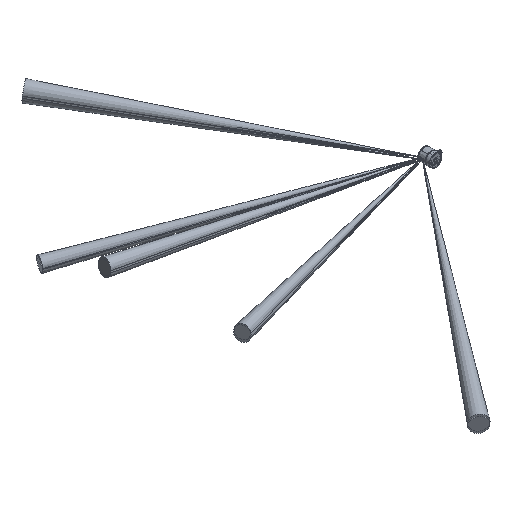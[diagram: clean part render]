
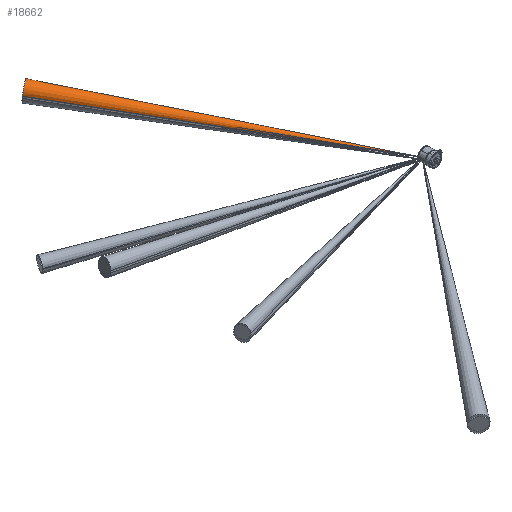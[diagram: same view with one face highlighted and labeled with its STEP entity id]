
A CAD part, isometric view. The second image highlights one B-rep face of the part: STEP entity #18662.
In plain terms, the highlighted conical face has half-angle 1.6 degrees and reference radius 27.933 mm.
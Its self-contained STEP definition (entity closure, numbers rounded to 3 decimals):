
#1555 = CARTESIAN_POINT ( 'NONE',  ( -35.4, 57.2, 7.2 ) ) ;
#2086 = DIRECTION ( 'NONE',  ( -0.598, 0.795, 0.106 ) ) ;
#7189 = ORIENTED_EDGE ( 'NONE', *, *, #17363, .T. ) ;
#10519 = ORIENTED_EDGE ( 'NONE', *, *, #75222, .F. ) ;
#12732 = VECTOR ( 'NONE', #14745, 1000. ) ;
#14710 = CARTESIAN_POINT ( 'NONE',  ( -35.4, 57.2, 7.2 ) ) ;
#14745 = DIRECTION ( 'NONE',  ( -0.62, 0.778, 0.106 ) ) ;
#15934 = VERTEX_POINT ( 'NONE', #14710 ) ;
#17114 = AXIS2_PLACEMENT_3D ( 'NONE', #30377, #2086, #59466 ) ;
#17219 = AXIS2_PLACEMENT_3D ( 'NONE', #42038, #64945, #53918 ) ;
#17363 = EDGE_CURVE ( 'NONE', #15934, #42792, #75272, .T. ) ;
#18662 = ADVANCED_FACE ( 'NONE', ( #53747 ), #65868, .T. ) ;
#20434 = CARTESIAN_POINT ( 'NONE',  ( -35.4, 57.2, 7.2 ) ) ;
#22901 = VECTOR ( 'NONE', #65308, 1000. ) ;
#25013 = ORIENTED_EDGE ( 'NONE', *, *, #48029, .F. ) ;
#30377 = CARTESIAN_POINT ( 'NONE',  ( -633.01, 851.933, 113.328 ) ) ;
#32618 = LINE ( 'NONE', #20434, #12732 ) ;
#33032 = CIRCLE ( 'NONE', #17219, 55.865 ) ;
#38977 = CARTESIAN_POINT ( 'NONE',  ( -1185.969, 1680.24, 219.455 ) ) ;
#42038 = CARTESIAN_POINT ( 'NONE',  ( -1230.619, 1646.665, 219.455 ) ) ;
#42792 = VERTEX_POINT ( 'NONE', #38977 ) ;
#48029 = EDGE_CURVE ( 'NONE', #71430, #42792, #33032, .T. ) ;
#48733 = EDGE_LOOP ( 'NONE', ( #10519, #7189, #25013 ) ) ;
#53747 = FACE_OUTER_BOUND ( 'NONE', #48733, .T. ) ;
#53918 = DIRECTION ( 'NONE',  ( -0.799, -0.601, 0. ) ) ;
#59466 = DIRECTION ( 'NONE',  ( -0.799, -0.601, 0. ) ) ;
#64945 = DIRECTION ( 'NONE',  ( -0.598, 0.795, 0.106 ) ) ;
#65225 = CARTESIAN_POINT ( 'NONE',  ( -1275.269, 1613.09, 219.455 ) ) ;
#65308 = DIRECTION ( 'NONE',  ( -0.575, 0.811, 0.106 ) ) ;
#65868 = CONICAL_SURFACE ( 'NONE', #17114, 27.933, 0.028 ) ;
#71430 = VERTEX_POINT ( 'NONE', #65225 ) ;
#75222 = EDGE_CURVE ( 'NONE', #15934, #71430, #32618, .T. ) ;
#75272 = LINE ( 'NONE', #1555, #22901 ) ;
